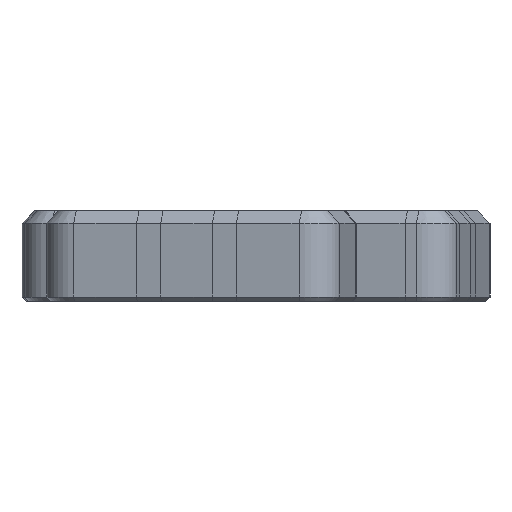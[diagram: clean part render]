
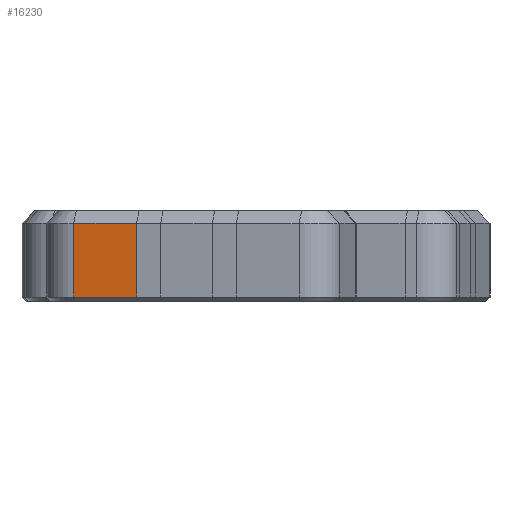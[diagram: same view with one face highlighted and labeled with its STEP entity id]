
A CAD part, left-side view. The second image highlights one B-rep face of the part: STEP entity #16230.
In plain terms, the highlighted planar face has unit normal (-0.978, 0.208, 0).
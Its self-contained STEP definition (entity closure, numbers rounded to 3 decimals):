
#795=FACE_OUTER_BOUND('',#1735,.T.);
#1735=EDGE_LOOP('',(#11862,#11863,#11864,#11865));
#3150=LINE('',#24406,#5223);
#3237=LINE('',#24633,#5310);
#3238=LINE('',#24637,#5311);
#3239=LINE('',#24638,#5312);
#5223=VECTOR('',#19566,10.);
#5310=VECTOR('',#19791,10.);
#5311=VECTOR('',#19796,10.);
#5312=VECTOR('',#19797,10.);
#7208=VERTEX_POINT('',#24330);
#7230=VERTEX_POINT('',#24405);
#7293=VERTEX_POINT('',#24632);
#7294=VERTEX_POINT('',#24636);
#8913=EDGE_CURVE('',#7208,#7230,#3150,.T.);
#9028=EDGE_CURVE('',#7230,#7293,#3237,.T.);
#9030=EDGE_CURVE('',#7208,#7294,#3238,.T.);
#9031=EDGE_CURVE('',#7293,#7294,#3239,.T.);
#11862=ORIENTED_EDGE('',*,*,#8913,.F.);
#11863=ORIENTED_EDGE('',*,*,#9030,.T.);
#11864=ORIENTED_EDGE('',*,*,#9031,.F.);
#11865=ORIENTED_EDGE('',*,*,#9028,.F.);
#15389=PLANE('',#17331);
#16230=ADVANCED_FACE('',(#795),#15389,.T.);
#17331=AXIS2_PLACEMENT_3D('',#24635,#19794,#19795);
#19566=DIRECTION('',(0.208,0.978,0.));
#19791=DIRECTION('',(0.,0.,1.));
#19794=DIRECTION('center_axis',(-0.978,0.208,0.));
#19795=DIRECTION('ref_axis',(-0.208,-0.978,0.));
#19796=DIRECTION('',(0.,0.,1.));
#19797=DIRECTION('',(-0.208,-0.978,0.));
#24330=CARTESIAN_POINT('',(5.503,-29.501,-13.2));
#24405=CARTESIAN_POINT('',(8.791,-14.034,-13.2));
#24406=CARTESIAN_POINT('',(7.125,-21.868,-13.2));
#24632=CARTESIAN_POINT('',(8.791,-14.034,5.));
#24633=CARTESIAN_POINT('',(8.791,-14.034,0.));
#24635=CARTESIAN_POINT('Origin',(8.791,-14.034,0.));
#24636=CARTESIAN_POINT('',(5.503,-29.501,5.));
#24637=CARTESIAN_POINT('',(5.503,-29.501,0.));
#24638=CARTESIAN_POINT('',(7.125,-21.868,5.));
